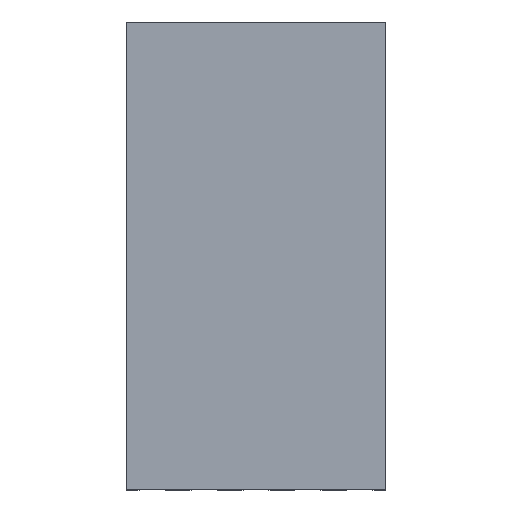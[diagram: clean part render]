
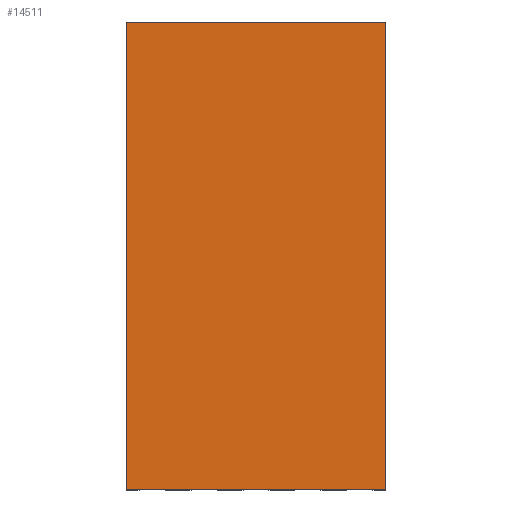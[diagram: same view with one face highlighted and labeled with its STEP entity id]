
A CAD part, top view. The second image highlights one B-rep face of the part: STEP entity #14511.
In plain terms, the highlighted face is planar.
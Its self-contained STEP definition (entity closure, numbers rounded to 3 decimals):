
#2807=DIRECTION('',(1.,0.,0.));
#2808=VECTOR('',#2807,2.5);
#2809=CARTESIAN_POINT('',(-1.25,0.7,2.25));
#2810=LINE('',#2809,#2808);
#2814=DIRECTION('',(0.,0.,1.));
#2815=VECTOR('',#2814,4.5);
#2816=CARTESIAN_POINT('',(-1.25,0.7,-2.25));
#2817=LINE('',#2816,#2815);
#2821=DIRECTION('',(-1.,0.,0.));
#2822=VECTOR('',#2821,2.5);
#2823=CARTESIAN_POINT('',(1.25,0.7,-2.25));
#2824=LINE('',#2823,#2822);
#2828=DIRECTION('',(0.,0.,-1.));
#2829=VECTOR('',#2828,4.5);
#2830=CARTESIAN_POINT('',(1.25,0.7,2.25));
#2831=LINE('',#2830,#2829);
#11177=CARTESIAN_POINT('',(-1.25,0.7,2.25));
#11178=CARTESIAN_POINT('',(1.25,0.7,2.25));
#11179=VERTEX_POINT('',#11177);
#11180=VERTEX_POINT('',#11178);
#11181=CARTESIAN_POINT('',(1.25,0.7,-2.25));
#11182=VERTEX_POINT('',#11181);
#11183=CARTESIAN_POINT('',(-1.25,0.7,-2.25));
#11184=VERTEX_POINT('',#11183);
#14498=CARTESIAN_POINT('',(0.,0.7,0.));
#14499=DIRECTION('',(0.,1.,0.));
#14500=DIRECTION('',(1.,0.,0.));
#14501=AXIS2_PLACEMENT_3D('',#14498,#14499,#14500);
#14502=PLANE('',#14501);
#14503=ORIENTED_EDGE('',*,*,#14339,.F.);
#14504=ORIENTED_EDGE('',*,*,#14250,.F.);
#14506=ORIENTED_EDGE('',*,*,#14505,.F.);
#14508=ORIENTED_EDGE('',*,*,#14507,.F.);
#14509=EDGE_LOOP('',(#14503,#14504,#14506,#14508));
#14510=FACE_OUTER_BOUND('',#14509,.F.);
#14511=ADVANCED_FACE('',(#14510),#14502,.T.);
#14250=EDGE_CURVE('',#11184,#11179,#2817,.T.);
#14339=EDGE_CURVE('',#11179,#11180,#2810,.T.);
#14505=EDGE_CURVE('',#11182,#11184,#2824,.T.);
#14507=EDGE_CURVE('',#11180,#11182,#2831,.T.);
